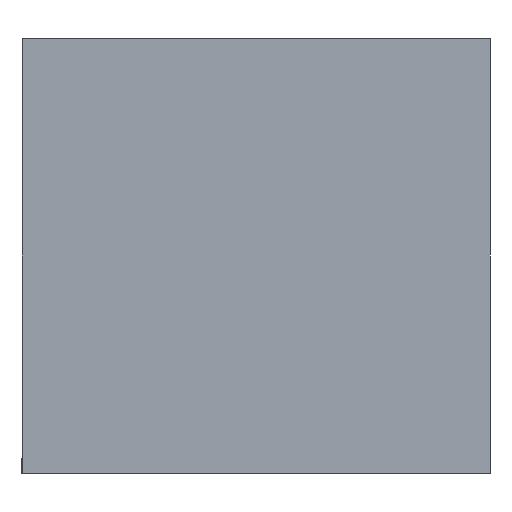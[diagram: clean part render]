
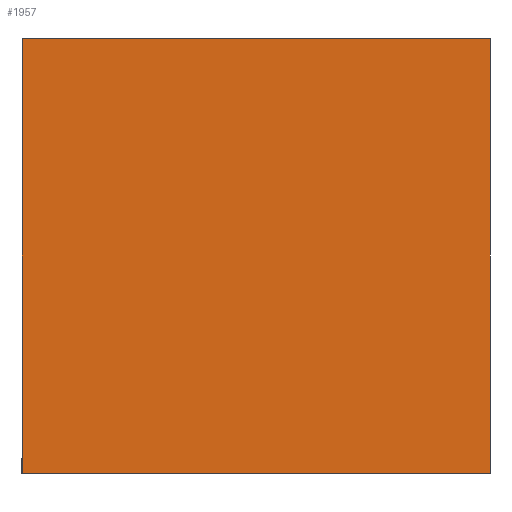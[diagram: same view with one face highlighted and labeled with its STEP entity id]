
A CAD part, left-side view. The second image highlights one B-rep face of the part: STEP entity #1957.
In plain terms, the highlighted planar face has unit normal (-1, 0, 0).
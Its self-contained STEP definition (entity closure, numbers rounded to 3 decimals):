
#359 = LINE ( 'NONE', #881, #1926 ) ;
#410 = DIRECTION ( 'NONE',  ( 0., 0., -1. ) ) ;
#881 = CARTESIAN_POINT ( 'NONE',  ( -745., -245., 455. ) ) ;
#1091 = CARTESIAN_POINT ( 'NONE',  ( -745., 245., 0. ) ) ;
#1098 = CARTESIAN_POINT ( 'NONE',  ( -745., -245., 0. ) ) ;
#1533 = VECTOR ( 'NONE', #10320, 1000. ) ;
#1793 = DIRECTION ( 'NONE',  ( 0., 0., -1. ) ) ;
#1826 = ORIENTED_EDGE ( 'NONE', *, *, #7695, .F. ) ;
#1926 = VECTOR ( 'NONE', #1793, 1000. ) ;
#1957 = ADVANCED_FACE ( 'NONE', ( #10659 ), #10484, .F. ) ;
#2125 = ORIENTED_EDGE ( 'NONE', *, *, #2323, .T. ) ;
#2323 = EDGE_CURVE ( 'NONE', #10845, #3119, #3841, .T. ) ;
#3119 = VERTEX_POINT ( 'NONE', #1091 ) ;
#3216 = VECTOR ( 'NONE', #11084, 1000. ) ;
#3841 = LINE ( 'NONE', #10330, #7512 ) ;
#4271 = DIRECTION ( 'NONE',  ( 1., 0., 0. ) ) ;
#5096 = EDGE_LOOP ( 'NONE', ( #6581, #1826, #6216, #2125 ) ) ;
#5352 = LINE ( 'NONE', #9260, #1533 ) ;
#6216 = ORIENTED_EDGE ( 'NONE', *, *, #11529, .F. ) ;
#6581 = ORIENTED_EDGE ( 'NONE', *, *, #10959, .T. ) ;
#6821 = CARTESIAN_POINT ( 'NONE',  ( -745., -245., 455. ) ) ;
#7512 = VECTOR ( 'NONE', #410, 1000. ) ;
#7691 = DIRECTION ( 'NONE',  ( 0., 1., 0. ) ) ;
#7695 = EDGE_CURVE ( 'NONE', #8859, #11455, #359, .T. ) ;
#8329 = AXIS2_PLACEMENT_3D ( 'NONE', #6821, #4271, #7691 ) ;
#8859 = VERTEX_POINT ( 'NONE', #11617 ) ;
#8978 = LINE ( 'NONE', #1098, #3216 ) ;
#9260 = CARTESIAN_POINT ( 'NONE',  ( -745., -245., 455. ) ) ;
#9372 = CARTESIAN_POINT ( 'NONE',  ( -745., -245., 0. ) ) ;
#10320 = DIRECTION ( 'NONE',  ( 0., -1., 0. ) ) ;
#10330 = CARTESIAN_POINT ( 'NONE',  ( -745., 245., 455. ) ) ;
#10484 = PLANE ( 'NONE',  #8329 ) ;
#10659 = FACE_OUTER_BOUND ( 'NONE', #5096, .T. ) ;
#10845 = VERTEX_POINT ( 'NONE', #10971 ) ;
#10959 = EDGE_CURVE ( 'NONE', #3119, #11455, #8978, .T. ) ;
#10971 = CARTESIAN_POINT ( 'NONE',  ( -745., 245., 455. ) ) ;
#11084 = DIRECTION ( 'NONE',  ( 0., -1., 0. ) ) ;
#11455 = VERTEX_POINT ( 'NONE', #9372 ) ;
#11529 = EDGE_CURVE ( 'NONE', #10845, #8859, #5352, .T. ) ;
#11617 = CARTESIAN_POINT ( 'NONE',  ( -745., -245., 455. ) ) ;
